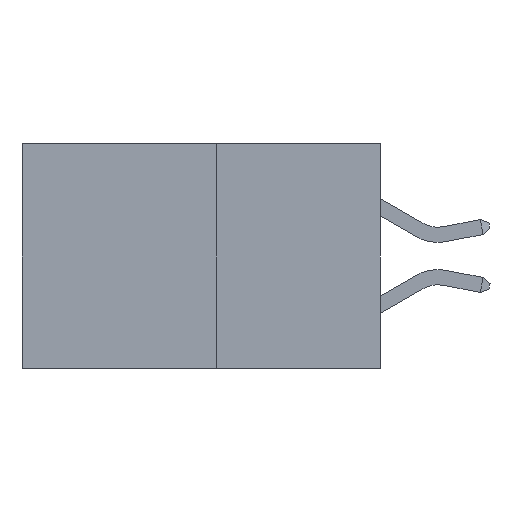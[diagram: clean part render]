
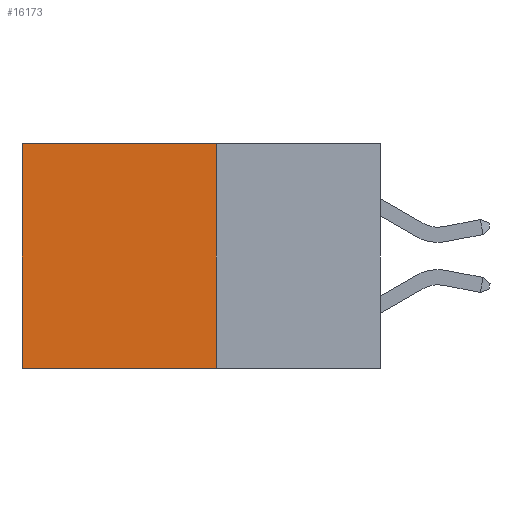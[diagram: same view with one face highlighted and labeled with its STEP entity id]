
A CAD part, left-side view. The second image highlights one B-rep face of the part: STEP entity #16173.
In plain terms, the highlighted planar face has unit normal (-1, 0, 0).
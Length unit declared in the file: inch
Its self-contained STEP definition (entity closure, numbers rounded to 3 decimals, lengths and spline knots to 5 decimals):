
#152 = ORIENTED_EDGE ( 'NONE', *, *, #17112, .T. ) ;
#183 = DIRECTION ( 'NONE',  ( 0., 0., -1. ) ) ;
#2102 = CARTESIAN_POINT ( 'NONE',  ( 0.277, 0.27, -0.37 ) ) ;
#2930 = CARTESIAN_POINT ( 'NONE',  ( 0.277, 0.59, 0. ) ) ;
#3112 = ORIENTED_EDGE ( 'NONE', *, *, #5250, .F. ) ;
#3185 = VECTOR ( 'NONE', #183, 39.37008 ) ;
#3784 = DIRECTION ( 'NONE',  ( 0., 0., -1. ) ) ;
#4013 = VERTEX_POINT ( 'NONE', #5339 ) ;
#4041 = DIRECTION ( 'NONE',  ( 0., 0., -1. ) ) ;
#4514 = LINE ( 'NONE', #7327, #17312 ) ;
#4954 = LINE ( 'NONE', #21224, #13342 ) ;
#5250 = EDGE_CURVE ( 'NONE', #12700, #10529, #4954, .T. ) ;
#5339 = CARTESIAN_POINT ( 'NONE',  ( 0.277, 0.27, 0. ) ) ;
#7051 = VERTEX_POINT ( 'NONE', #2930 ) ;
#7121 = DIRECTION ( 'NONE',  ( 0., 1., 0. ) ) ;
#7327 = CARTESIAN_POINT ( 'NONE',  ( 0.277, 0.27, -0.37 ) ) ;
#8020 = EDGE_CURVE ( 'NONE', #7051, #10529, #16530, .T. ) ;
#8305 = ORIENTED_EDGE ( 'NONE', *, *, #14517, .F. ) ;
#8576 = LINE ( 'NONE', #12624, #16922 ) ;
#9706 = FACE_OUTER_BOUND ( 'NONE', #11298, .T. ) ;
#10529 = VERTEX_POINT ( 'NONE', #11924 ) ;
#11298 = EDGE_LOOP ( 'NONE', ( #19533, #3112, #8305, #152 ) ) ;
#11924 = CARTESIAN_POINT ( 'NONE',  ( 0.277, 0.59, -0.37 ) ) ;
#12145 = PLANE ( 'NONE',  #20519 ) ;
#12624 = CARTESIAN_POINT ( 'NONE',  ( 0.277, 0.27, 0. ) ) ;
#12700 = VERTEX_POINT ( 'NONE', #14798 ) ;
#13342 = VECTOR ( 'NONE', #7121, 39.37008 ) ;
#13831 = DIRECTION ( 'NONE',  ( 1., 0., 0. ) ) ;
#14517 = EDGE_CURVE ( 'NONE', #4013, #12700, #4514, .T. ) ;
#14798 = CARTESIAN_POINT ( 'NONE',  ( 0.277, 0.27, -0.37 ) ) ;
#16173 = ADVANCED_FACE ( 'NONE', ( #9706 ), #12145, .F. ) ;
#16530 = LINE ( 'NONE', #21295, #3185 ) ;
#16922 = VECTOR ( 'NONE', #20868, 39.37008 ) ;
#17112 = EDGE_CURVE ( 'NONE', #4013, #7051, #8576, .T. ) ;
#17312 = VECTOR ( 'NONE', #4041, 39.37008 ) ;
#19533 = ORIENTED_EDGE ( 'NONE', *, *, #8020, .T. ) ;
#20519 = AXIS2_PLACEMENT_3D ( 'NONE', #2102, #13831, #3784 ) ;
#20868 = DIRECTION ( 'NONE',  ( 0., 1., 0. ) ) ;
#21224 = CARTESIAN_POINT ( 'NONE',  ( 0.277, 0.27, -0.37 ) ) ;
#21295 = CARTESIAN_POINT ( 'NONE',  ( 0.277, 0.59, -0.37 ) ) ;
